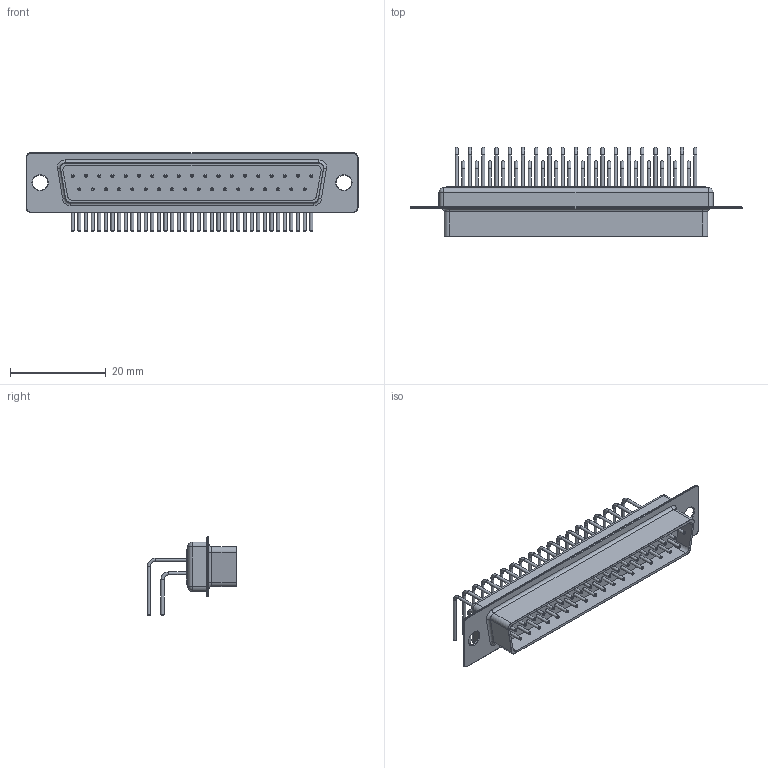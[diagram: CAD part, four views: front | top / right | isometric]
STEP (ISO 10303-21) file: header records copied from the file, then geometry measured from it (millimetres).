
FILE_DESCRIPTION(/* description */ ('model of DSUB-37_Male_Horizontal_P2.77x2.84mm_EdgePinOffset9.40mm'),/* implementation_level */ '2;1');
FILE_NAME(/* name */ 'DSUB-37_Male_Horizontal_P2.77x2.84mm_EdgePinOffset9.40mm.step',/* time_stamp */ '2024-11-10T12:14:55',/* author */ ('KiCAD','kicad'),/* organization */ ('OCCT'),/* preprocessor_version */ '',/* originating_system */ 'KiCAD',/* authorisation */ '');
FILE_SCHEMA(('AUTOMOTIVE_DESIGN { 1 0 10303 214 1 1 1 1 }'));
Length unit declared in the file: millimetre
Products named in the file (1): DSUB-37_Male_Horizontal_P2.77x2.84mm_EdgePinOffset9.40mm
Bounding box: 69.4 x 18.66 x 16.4 mm (x, y, z)
Volume: 4163.2 mm3; surface area: 5532.5 mm2
Topology: 1 solids, 2 shells, 431 faces, 855 edges, 502 vertices
Faces by surface type: cylinder 186, torus 127, plane 106, cone 4, sphere 4, revolution 4
Full cylindrical faces by diameter (mm): 0.64 x148, 3.2 x2
Entity records: 17153 total; most frequent: DIRECTION 2292, CARTESIAN_POINT 2226, ORIENTED_EDGE 1702, AXIS2_PLACEMENT_3D 1013, EDGE_CURVE 851, PRESENTATION_STYLE_ASSIGNMENT 599, SURFACE_STYLE_USAGE 599, SURFACE_SIDE_STYLE 599
